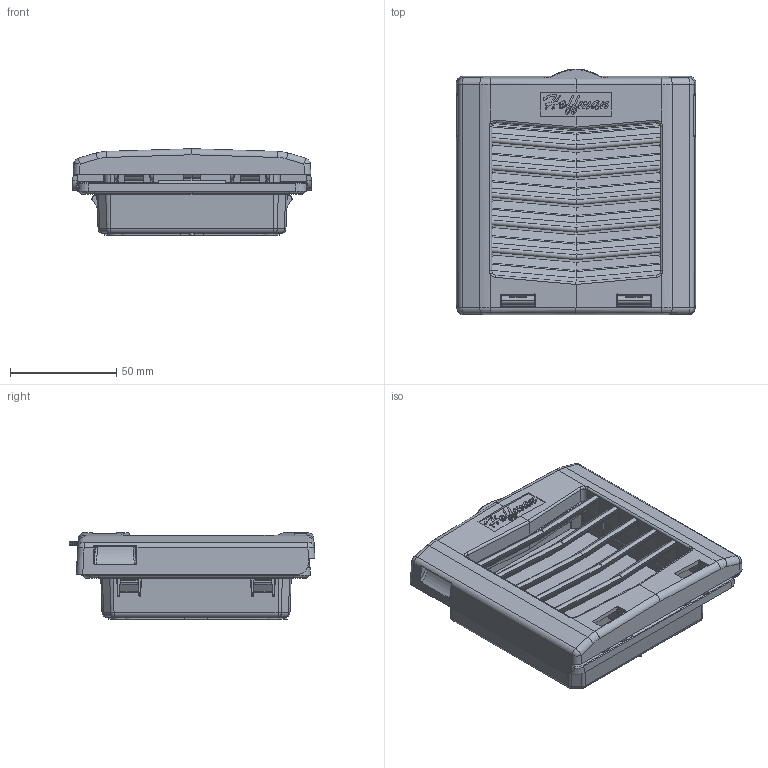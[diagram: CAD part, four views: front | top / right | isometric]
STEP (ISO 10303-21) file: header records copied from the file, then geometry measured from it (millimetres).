
FILE_DESCRIPTION (( 'STEP AP214' ), '1' );
FILE_NAME ('HG0400403.STEP', '2016-10-10T19:11:02', ( '' ), ( '' ), 'SwSTEP 2.0', 'SolidWorks 2014', '' );
FILE_SCHEMA (( 'AUTOMOTIVE_DESIGN' ));
Length unit declared in the file: millimetre
Products named in the file (7): 87780086; 89123894; 89134423; 89143670; 89133130; 89143377_Milled; HG0400403
Assembly tree (6 placements, depth 3):
  HG0400403
    89143670
      89143377_Milled
      89133130
    89134423
    89123894
    87780086
Bounding box: 112.7 x 115.69 x 40.76 mm (x, y, z)
Volume: 148666.9 mm3; surface area: 116027.2 mm2
Topology: 5 solids, 5 shells, 2948 faces, 7603 edges, 4608 vertices
Faces by surface type: plane 888, cylinder 812, bspline 585, torus 336, cone 247, sphere 80
Entity records: 107368 total; most frequent: CARTESIAN_POINT 42058, ORIENTED_EDGE 15058, DIRECTION 11788, EDGE_CURVE 7529, VERTEX_POINT 4608, AXIS2_PLACEMENT_3D 4107, LINE 3574, VECTOR 3574
